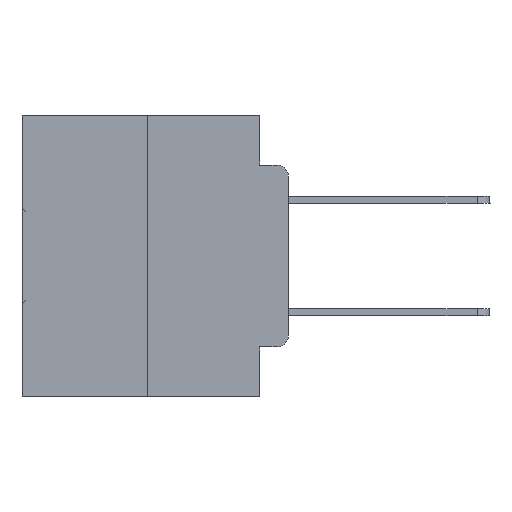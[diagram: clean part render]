
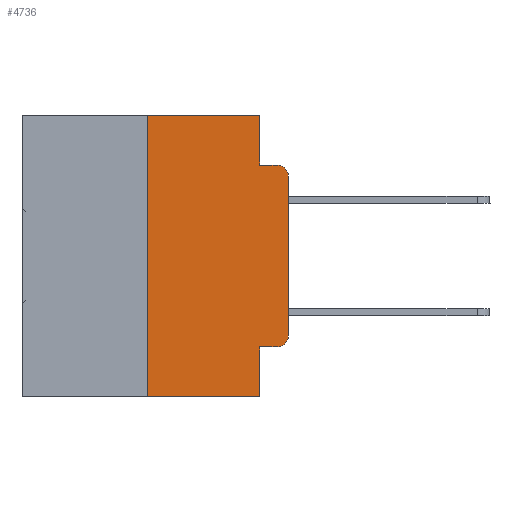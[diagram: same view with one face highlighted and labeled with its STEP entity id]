
A CAD part, left-side view. The second image highlights one B-rep face of the part: STEP entity #4736.
In plain terms, the highlighted planar face has unit normal (-1, 0, 0).
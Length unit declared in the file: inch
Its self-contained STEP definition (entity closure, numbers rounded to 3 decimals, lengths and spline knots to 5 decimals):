
#910 = EDGE_CURVE ( 'NONE', #19369, #2011, #14344, .T. ) ;
#931 = DIRECTION ( 'NONE',  ( 0., 0., 1. ) ) ;
#1534 = CARTESIAN_POINT ( 'NONE',  ( 0., 0.051, -0.5 ) ) ;
#2011 = VERTEX_POINT ( 'NONE', #32603 ) ;
#2187 = CARTESIAN_POINT ( 'NONE',  ( 0., 0., 0. ) ) ;
#3009 = DIRECTION ( 'NONE',  ( -1., 0., 0. ) ) ;
#3369 = EDGE_CURVE ( 'NONE', #20743, #23134, #9950, .T. ) ;
#4045 = VECTOR ( 'NONE', #24274, 39.37008 ) ;
#4231 = EDGE_CURVE ( 'NONE', #15936, #4379, #9893, .T. ) ;
#4379 = VERTEX_POINT ( 'NONE', #1534 ) ;
#4736 = ADVANCED_FACE ( 'NONE', ( #29614 ), #8315, .F. ) ;
#4810 = DIRECTION ( 'NONE',  ( -1., 0., 0. ) ) ;
#6077 = CARTESIAN_POINT ( 'NONE',  ( 0., 0.051, -0.4115 ) ) ;
#6145 = DIRECTION ( 'NONE',  ( 0., -1., 0. ) ) ;
#7359 = DIRECTION ( 'NONE',  ( 0., 0., 1. ) ) ;
#7383 = VECTOR ( 'NONE', #15621, 39.37008 ) ;
#7720 = CARTESIAN_POINT ( 'NONE',  ( 0., 0.051, -0.0885 ) ) ;
#7987 = EDGE_CURVE ( 'NONE', #23990, #2011, #10098, .T. ) ;
#8069 = CARTESIAN_POINT ( 'NONE',  ( 0., 0.051, 0. ) ) ;
#8315 = PLANE ( 'NONE',  #10555 ) ;
#8571 = AXIS2_PLACEMENT_3D ( 'NONE', #20443, #4810, #23051 ) ;
#9013 = ORIENTED_EDGE ( 'NONE', *, *, #4231, .T. ) ;
#9734 = EDGE_CURVE ( 'NONE', #23134, #23990, #17744, .T. ) ;
#9760 = LINE ( 'NONE', #32567, #15913 ) ;
#9893 = LINE ( 'NONE', #11536, #31221 ) ;
#9950 = CIRCLE ( 'NONE', #8571, 0.02 ) ;
#10098 = CIRCLE ( 'NONE', #20228, 0.02 ) ;
#10185 = DIRECTION ( 'NONE',  ( 0., 0., -1. ) ) ;
#10555 = AXIS2_PLACEMENT_3D ( 'NONE', #26416, #10925, #28969 ) ;
#10925 = DIRECTION ( 'NONE',  ( 1., 0., 0. ) ) ;
#11536 = CARTESIAN_POINT ( 'NONE',  ( 0., 0.473, -0.5 ) ) ;
#11575 = EDGE_LOOP ( 'NONE', ( #13007, #31892, #29948, #21177, #31924, #24844, #9013, #29548, #27604, #22687 ) ) ;
#11841 = LINE ( 'NONE', #6077, #4045 ) ;
#12081 = CARTESIAN_POINT ( 'NONE',  ( 0., 0.051, -0.4115 ) ) ;
#12416 = VECTOR ( 'NONE', #15295, 39.37008 ) ;
#13007 = ORIENTED_EDGE ( 'NONE', *, *, #9734, .T. ) ;
#13906 = EDGE_CURVE ( 'NONE', #25321, #20743, #11841, .T. ) ;
#14023 = CARTESIAN_POINT ( 'NONE',  ( 0., 0., -0.1085 ) ) ;
#14040 = CARTESIAN_POINT ( 'NONE',  ( 0., 0.25, 0. ) ) ;
#14344 = LINE ( 'NONE', #7720, #7383 ) ;
#15264 = LINE ( 'NONE', #33301, #27310 ) ;
#15295 = DIRECTION ( 'NONE',  ( 0., -1., 0. ) ) ;
#15621 = DIRECTION ( 'NONE',  ( 0., -1., 0. ) ) ;
#15636 = CARTESIAN_POINT ( 'NONE',  ( 0., 0.25, -0.5 ) ) ;
#15913 = VECTOR ( 'NONE', #20008, 39.37008 ) ;
#15936 = VERTEX_POINT ( 'NONE', #15636 ) ;
#16001 = VERTEX_POINT ( 'NONE', #8069 ) ;
#17744 = LINE ( 'NONE', #2187, #30518 ) ;
#18654 = CARTESIAN_POINT ( 'NONE',  ( 0., 0.02, -0.1085 ) ) ;
#19369 = VERTEX_POINT ( 'NONE', #31913 ) ;
#20008 = DIRECTION ( 'NONE',  ( 0., 0., -1. ) ) ;
#20134 = LINE ( 'NONE', #30519, #12416 ) ;
#20228 = AXIS2_PLACEMENT_3D ( 'NONE', #18654, #3009, #21233 ) ;
#20443 = CARTESIAN_POINT ( 'NONE',  ( 0., 0.02, -0.3915 ) ) ;
#20743 = VERTEX_POINT ( 'NONE', #32054 ) ;
#21177 = ORIENTED_EDGE ( 'NONE', *, *, #32761, .F. ) ;
#21233 = DIRECTION ( 'NONE',  ( 0., 0., -1. ) ) ;
#22687 = ORIENTED_EDGE ( 'NONE', *, *, #3369, .T. ) ;
#23051 = DIRECTION ( 'NONE',  ( 0., 0., -1. ) ) ;
#23134 = VERTEX_POINT ( 'NONE', #27579 ) ;
#23990 = VERTEX_POINT ( 'NONE', #14023 ) ;
#24274 = DIRECTION ( 'NONE',  ( 0., -1., 0. ) ) ;
#24844 = ORIENTED_EDGE ( 'NONE', *, *, #31075, .F. ) ;
#25321 = VERTEX_POINT ( 'NONE', #12081 ) ;
#25433 = EDGE_CURVE ( 'NONE', #28461, #16001, #20134, .T. ) ;
#26416 = CARTESIAN_POINT ( 'NONE',  ( 0., 0.473, 0. ) ) ;
#26627 = VECTOR ( 'NONE', #931, 39.37008 ) ;
#27310 = VECTOR ( 'NONE', #10185, 39.37008 ) ;
#27579 = CARTESIAN_POINT ( 'NONE',  ( 0., 0., -0.3915 ) ) ;
#27604 = ORIENTED_EDGE ( 'NONE', *, *, #13906, .T. ) ;
#28461 = VERTEX_POINT ( 'NONE', #28571 ) ;
#28571 = CARTESIAN_POINT ( 'NONE',  ( 0., 0.25, 0. ) ) ;
#28969 = DIRECTION ( 'NONE',  ( 0., 0., -1. ) ) ;
#29377 = EDGE_CURVE ( 'NONE', #25321, #4379, #9760, .T. ) ;
#29548 = ORIENTED_EDGE ( 'NONE', *, *, #29377, .F. ) ;
#29614 = FACE_OUTER_BOUND ( 'NONE', #11575, .T. ) ;
#29948 = ORIENTED_EDGE ( 'NONE', *, *, #910, .F. ) ;
#30518 = VECTOR ( 'NONE', #7359, 39.37008 ) ;
#30519 = CARTESIAN_POINT ( 'NONE',  ( 0., 0.473, 0. ) ) ;
#31075 = EDGE_CURVE ( 'NONE', #15936, #28461, #32547, .T. ) ;
#31221 = VECTOR ( 'NONE', #6145, 39.37008 ) ;
#31892 = ORIENTED_EDGE ( 'NONE', *, *, #7987, .T. ) ;
#31913 = CARTESIAN_POINT ( 'NONE',  ( 0., 0.051, -0.0885 ) ) ;
#31924 = ORIENTED_EDGE ( 'NONE', *, *, #25433, .F. ) ;
#32054 = CARTESIAN_POINT ( 'NONE',  ( 0., 0.02, -0.4115 ) ) ;
#32547 = LINE ( 'NONE', #14040, #26627 ) ;
#32567 = CARTESIAN_POINT ( 'NONE',  ( 0., 0.051, 0. ) ) ;
#32603 = CARTESIAN_POINT ( 'NONE',  ( 0., 0.02, -0.0885 ) ) ;
#32761 = EDGE_CURVE ( 'NONE', #16001, #19369, #15264, .T. ) ;
#33301 = CARTESIAN_POINT ( 'NONE',  ( 0., 0.051, 0. ) ) ;
